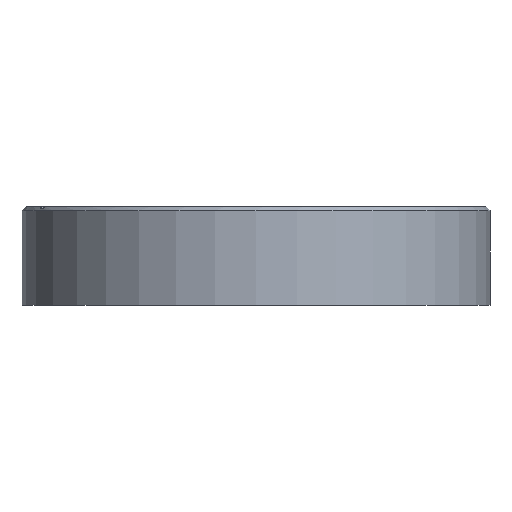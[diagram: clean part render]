
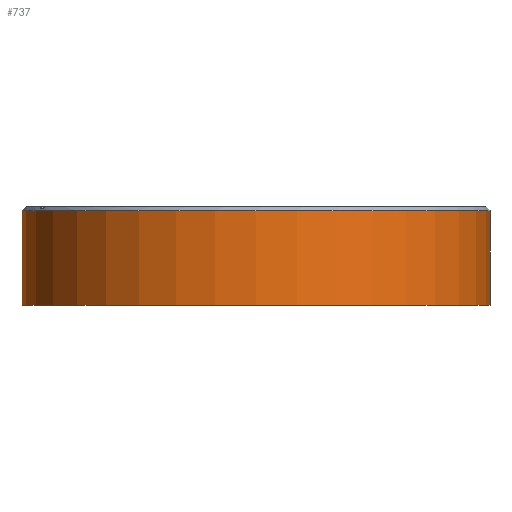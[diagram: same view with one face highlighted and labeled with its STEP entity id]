
A CAD part, front view. The second image highlights one B-rep face of the part: STEP entity #737.
In plain terms, the highlighted cylindrical face has radius 56.75 mm (diameter 113.5 mm), a partial arc.
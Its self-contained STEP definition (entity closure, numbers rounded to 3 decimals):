
#19 = CARTESIAN_POINT ( 'NONE',  ( 0., 0., 0. ) ) ;
#50 = EDGE_CURVE ( 'NONE', #333, #282, #1841, .T. ) ;
#113 = DIRECTION ( 'NONE',  ( 0., 0., 1. ) ) ;
#158 = DIRECTION ( 'NONE',  ( 0., 0., 1. ) ) ;
#221 = DIRECTION ( 'NONE',  ( 0., 0., 1. ) ) ;
#232 = DIRECTION ( 'NONE',  ( 0., 0., 1. ) ) ;
#256 = ORIENTED_EDGE ( 'NONE', *, *, #1756, .T. ) ;
#265 = AXIS2_PLACEMENT_3D ( 'NONE', #600, #1633, #758 ) ;
#282 = VERTEX_POINT ( 'NONE', #456 ) ;
#333 = VERTEX_POINT ( 'NONE', #1213 ) ;
#367 = ORIENTED_EDGE ( 'NONE', *, *, #1464, .F. ) ;
#456 = CARTESIAN_POINT ( 'NONE',  ( 56.75, 0., -1. ) ) ;
#600 = CARTESIAN_POINT ( 'NONE',  ( 0., 0., -1. ) ) ;
#737 = ADVANCED_FACE ( 'NONE', ( #1554 ), #1020, .T. ) ;
#758 = DIRECTION ( 'NONE',  ( -1., 0., 0. ) ) ;
#873 = CIRCLE ( 'NONE', #265, 56.75 ) ;
#892 = ORIENTED_EDGE ( 'NONE', *, *, #1273, .T. ) ;
#904 = DIRECTION ( 'NONE',  ( 1., 0., 0. ) ) ;
#919 = CARTESIAN_POINT ( 'NONE',  ( -56.75, 0., -1. ) ) ;
#992 = VERTEX_POINT ( 'NONE', #919 ) ;
#996 = CARTESIAN_POINT ( 'NONE',  ( 0., 0., -24. ) ) ;
#1000 = AXIS2_PLACEMENT_3D ( 'NONE', #19, #158, #904 ) ;
#1020 = CYLINDRICAL_SURFACE ( 'NONE', #1000, 56.75 ) ;
#1106 = CARTESIAN_POINT ( 'NONE',  ( -56.75, 0., 0. ) ) ;
#1137 = CARTESIAN_POINT ( 'NONE',  ( -56.75, 0., -24. ) ) ;
#1146 = DIRECTION ( 'NONE',  ( 1., 0., 0. ) ) ;
#1169 = VECTOR ( 'NONE', #221, 1000. ) ;
#1213 = CARTESIAN_POINT ( 'NONE',  ( 56.75, 0., -24. ) ) ;
#1218 = AXIS2_PLACEMENT_3D ( 'NONE', #996, #113, #1146 ) ;
#1225 = VERTEX_POINT ( 'NONE', #1137 ) ;
#1264 = CARTESIAN_POINT ( 'NONE',  ( 56.75, 0., 0. ) ) ;
#1265 = VECTOR ( 'NONE', #232, 1000. ) ;
#1273 = EDGE_CURVE ( 'NONE', #1225, #333, #1509, .T. ) ;
#1464 = EDGE_CURVE ( 'NONE', #1225, #992, #1562, .T. ) ;
#1509 = CIRCLE ( 'NONE', #1218, 56.75 ) ;
#1554 = FACE_OUTER_BOUND ( 'NONE', #1627, .T. ) ;
#1562 = LINE ( 'NONE', #1106, #1169 ) ;
#1627 = EDGE_LOOP ( 'NONE', ( #367, #892, #1855, #256 ) ) ;
#1633 = DIRECTION ( 'NONE',  ( 0., 0., -1. ) ) ;
#1756 = EDGE_CURVE ( 'NONE', #282, #992, #873, .T. ) ;
#1841 = LINE ( 'NONE', #1264, #1265 ) ;
#1855 = ORIENTED_EDGE ( 'NONE', *, *, #50, .T. ) ;
